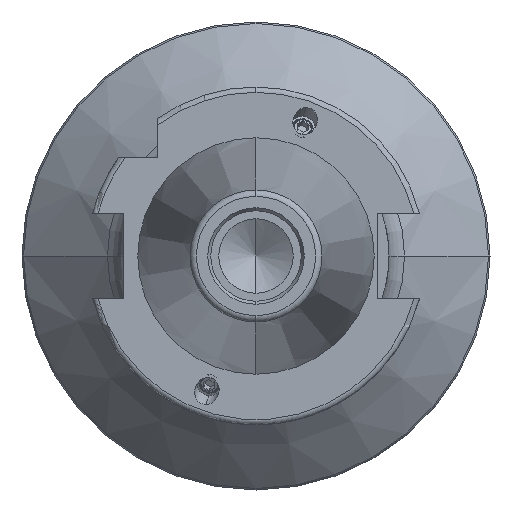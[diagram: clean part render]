
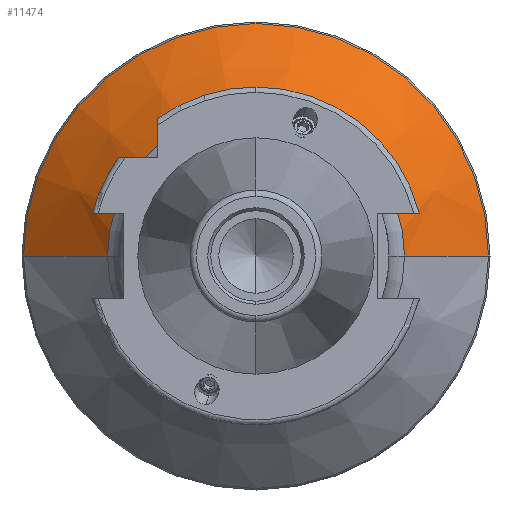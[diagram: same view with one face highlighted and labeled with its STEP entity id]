
A CAD part, left-side view. The second image highlights one B-rep face of the part: STEP entity #11474.
In plain terms, the highlighted conical face has half-angle 45 degrees and reference radius 43.707 mm.
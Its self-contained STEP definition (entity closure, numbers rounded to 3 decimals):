
#368 = CIRCLE ( 'NONE', #3232, 27.929 ) ;
#624 = ORIENTED_EDGE ( 'NONE', *, *, #2507, .T. ) ;
#701 = DIRECTION ( 'NONE',  ( 0., 0., 1. ) ) ;
#1272 = VECTOR ( 'NONE', #1866, 1000. ) ;
#1351 = CARTESIAN_POINT ( 'NONE',  ( 78.929, 0., -27.929 ) ) ;
#1866 = DIRECTION ( 'NONE',  ( 0.707, 0., -0.707 ) ) ;
#2102 = VERTEX_POINT ( 'NONE', #7439 ) ;
#2507 = EDGE_CURVE ( 'NONE', #2102, #11886, #6424, .T. ) ;
#3000 = ORIENTED_EDGE ( 'NONE', *, *, #4978, .F. ) ;
#3232 = AXIS2_PLACEMENT_3D ( 'NONE', #6130, #4214, #8046 ) ;
#3305 = EDGE_LOOP ( 'NONE', ( #3382, #3000, #5328, #624 ) ) ;
#3328 = VERTEX_POINT ( 'NONE', #1351 ) ;
#3382 = ORIENTED_EDGE ( 'NONE', *, *, #7401, .F. ) ;
#3603 = AXIS2_PLACEMENT_3D ( 'NONE', #11718, #6859, #5909 ) ;
#3899 = CARTESIAN_POINT ( 'NONE',  ( 94.707, 0., -43.707 ) ) ;
#4214 = DIRECTION ( 'NONE',  ( -1., 0., 0. ) ) ;
#4978 = EDGE_CURVE ( 'NONE', #3328, #6360, #368, .T. ) ;
#5071 = FACE_OUTER_BOUND ( 'NONE', #3305, .T. ) ;
#5328 = ORIENTED_EDGE ( 'NONE', *, *, #8357, .T. ) ;
#5909 = DIRECTION ( 'NONE',  ( 0., 0., -1. ) ) ;
#6130 = CARTESIAN_POINT ( 'NONE',  ( 78.929, 0., 0. ) ) ;
#6360 = VERTEX_POINT ( 'NONE', #8619 ) ;
#6424 = CIRCLE ( 'NONE', #7842, 43.707 ) ;
#6603 = LINE ( 'NONE', #3899, #1272 ) ;
#6606 = CARTESIAN_POINT ( 'NONE',  ( 94.707, 0., 43.707 ) ) ;
#6859 = DIRECTION ( 'NONE',  ( 1., 0., 0. ) ) ;
#7401 = EDGE_CURVE ( 'NONE', #6360, #11886, #9410, .T. ) ;
#7439 = CARTESIAN_POINT ( 'NONE',  ( 94.707, 0., -43.707 ) ) ;
#7842 = AXIS2_PLACEMENT_3D ( 'NONE', #11672, #12396, #701 ) ;
#7994 = CARTESIAN_POINT ( 'NONE',  ( 94.707, 0., 43.707 ) ) ;
#8046 = DIRECTION ( 'NONE',  ( 0., 0., 1. ) ) ;
#8357 = EDGE_CURVE ( 'NONE', #3328, #2102, #6603, .T. ) ;
#8619 = CARTESIAN_POINT ( 'NONE',  ( 78.929, 0., 27.929 ) ) ;
#9097 = CONICAL_SURFACE ( 'NONE', #3603, 43.707, 0.785 ) ;
#9410 = LINE ( 'NONE', #6606, #10403 ) ;
#10403 = VECTOR ( 'NONE', #11329, 1000. ) ;
#11329 = DIRECTION ( 'NONE',  ( 0.707, 0., 0.707 ) ) ;
#11474 = ADVANCED_FACE ( 'NONE', ( #5071 ), #9097, .T. ) ;
#11672 = CARTESIAN_POINT ( 'NONE',  ( 94.707, 0., 0. ) ) ;
#11718 = CARTESIAN_POINT ( 'NONE',  ( 94.707, 0., 0. ) ) ;
#11886 = VERTEX_POINT ( 'NONE', #7994 ) ;
#12396 = DIRECTION ( 'NONE',  ( -1., 0., 0. ) ) ;
